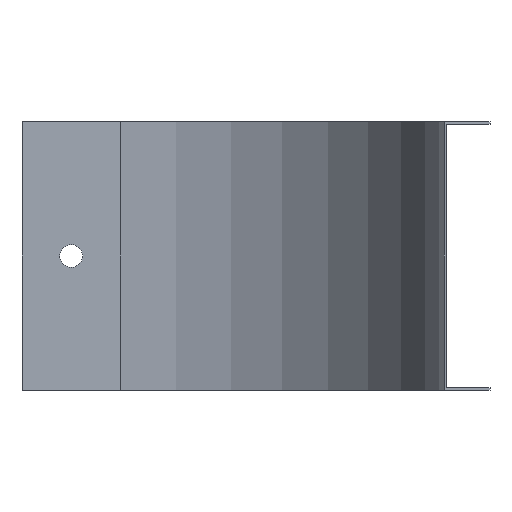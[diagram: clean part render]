
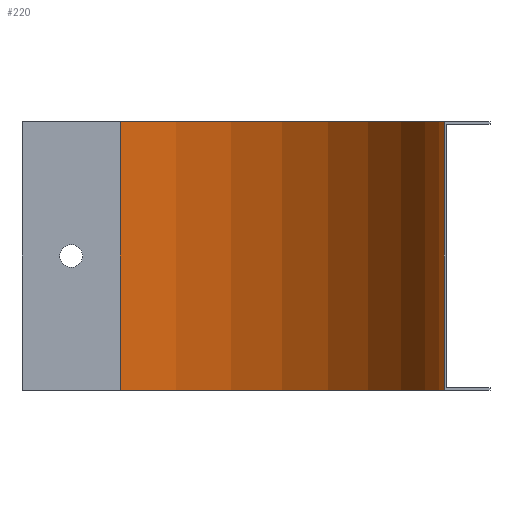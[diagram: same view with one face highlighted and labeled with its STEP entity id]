
A CAD part, left-side view. The second image highlights one B-rep face of the part: STEP entity #220.
In plain terms, the highlighted cylindrical face has radius 99 mm (diameter 198 mm), a partial arc.
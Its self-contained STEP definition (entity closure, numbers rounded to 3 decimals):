
#11 = CARTESIAN_POINT ( 'NONE',  ( 129., 99., 0.8 ) ) ;
#12 = CARTESIAN_POINT ( 'NONE',  ( 30., 0., 0.8 ) ) ;
#36 = DIRECTION ( 'NONE',  ( 1., 0., 0. ) ) ;
#39 = DIRECTION ( 'NONE',  ( 0., 0., -1. ) ) ;
#40 = CARTESIAN_POINT ( 'NONE',  ( 30., 99., 0.8 ) ) ;
#46 = DIRECTION ( 'NONE',  ( 1., 0., 0. ) ) ;
#47 = DIRECTION ( 'NONE',  ( 0., 0., -1. ) ) ;
#49 = CARTESIAN_POINT ( 'NONE',  ( 30., 99., -81.2 ) ) ;
#56 = DIRECTION ( 'NONE',  ( 0., 0., -1. ) ) ;
#64 = CARTESIAN_POINT ( 'NONE',  ( 129., 99., -81.2 ) ) ;
#82 = CARTESIAN_POINT ( 'NONE',  ( 30., 0., -81.2 ) ) ;
#99 = CARTESIAN_POINT ( 'NONE',  ( 30., 0., 0.8 ) ) ;
#115 = CARTESIAN_POINT ( 'NONE',  ( 30., 99., 0.8 ) ) ;
#130 = DIRECTION ( 'NONE',  ( -1., 0., 0. ) ) ;
#202 = EDGE_LOOP ( 'NONE', ( #431, #432, #406, #442 ) ) ;
#220 = ADVANCED_FACE ( 'NONE', ( #347 ), #337, .F. ) ;
#237 = CIRCLE ( 'NONE', #637, 99. ) ;
#239 = CIRCLE ( 'NONE', #704, 99. ) ;
#328 = LINE ( 'NONE', #12, #466 ) ;
#337 = CYLINDRICAL_SURFACE ( 'NONE', #614, 99. ) ;
#347 = FACE_OUTER_BOUND ( 'NONE', #202, .T. ) ;
#359 = VERTEX_POINT ( 'NONE', #99 ) ;
#377 = VERTEX_POINT ( 'NONE', #82 ) ;
#382 = VERTEX_POINT ( 'NONE', #64 ) ;
#395 = VERTEX_POINT ( 'NONE', #11 ) ;
#406 = ORIENTED_EDGE ( 'NONE', *, *, #649, .F. ) ;
#431 = ORIENTED_EDGE ( 'NONE', *, *, #648, .T. ) ;
#432 = ORIENTED_EDGE ( 'NONE', *, *, #660, .F. ) ;
#442 = ORIENTED_EDGE ( 'NONE', *, *, #667, .T. ) ;
#454 = VECTOR ( 'NONE', #583, 1000. ) ;
#456 = LINE ( 'NONE', #568, #454 ) ;
#466 = VECTOR ( 'NONE', #567, 1000. ) ;
#567 = DIRECTION ( 'NONE',  ( 0., 0., -1. ) ) ;
#568 = CARTESIAN_POINT ( 'NONE',  ( 129., 99., 0.8 ) ) ;
#583 = DIRECTION ( 'NONE',  ( 0., 0., -1. ) ) ;
#614 = AXIS2_PLACEMENT_3D ( 'NONE', #115, #56, #130 ) ;
#637 = AXIS2_PLACEMENT_3D ( 'NONE', #40, #39, #36 ) ;
#648 = EDGE_CURVE ( 'NONE', #382, #377, #239, .T. ) ;
#649 = EDGE_CURVE ( 'NONE', #395, #359, #237, .T. ) ;
#660 = EDGE_CURVE ( 'NONE', #359, #377, #328, .T. ) ;
#667 = EDGE_CURVE ( 'NONE', #395, #382, #456, .T. ) ;
#704 = AXIS2_PLACEMENT_3D ( 'NONE', #49, #47, #46 ) ;
